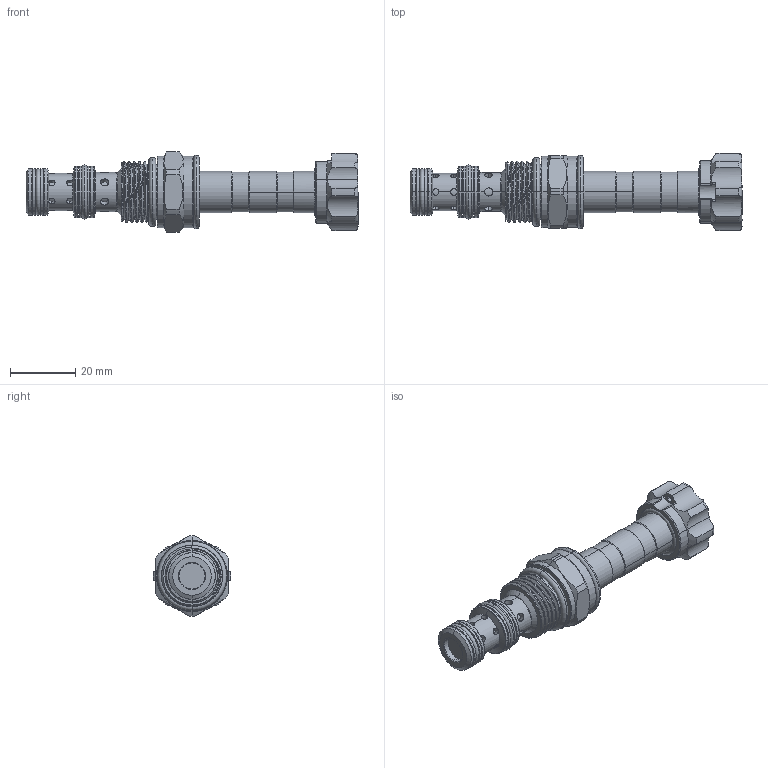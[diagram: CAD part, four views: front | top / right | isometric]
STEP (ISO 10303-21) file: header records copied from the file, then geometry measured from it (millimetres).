
FILE_DESCRIPTION (( 'STEP AP203' ), '1' );
FILE_NAME ('ES08W3A14N04.STEP', '2020-04-09T06:00:30', ( '' ), ( '' ), 'SwSTEP 2.0', 'SolidWorks 2018', '' );
FILE_SCHEMA (( 'CONFIG_CONTROL_DESIGN' ));
Length unit declared in the file: millimetre
Products named in the file (1): ES08W3A14N04
Bounding box: 102.09 x 23.79 x 24.65 mm (x, y, z)
Volume: 20747.2 mm3; surface area: 9187.5 mm2
Topology: 4 solids, 4 shells, 279 faces, 659 edges, 405 vertices
Faces by surface type: cylinder 151, torus 56, cone 37, plane 30, bspline 5
Entity records: 10534 total; most frequent: CARTESIAN_POINT 4183, DIRECTION 1329, ORIENTED_EDGE 1318, EDGE_CURVE 659, AXIS2_PLACEMENT_3D 575, VERTEX_POINT 405, EDGE_LOOP 304, CIRCLE 300
